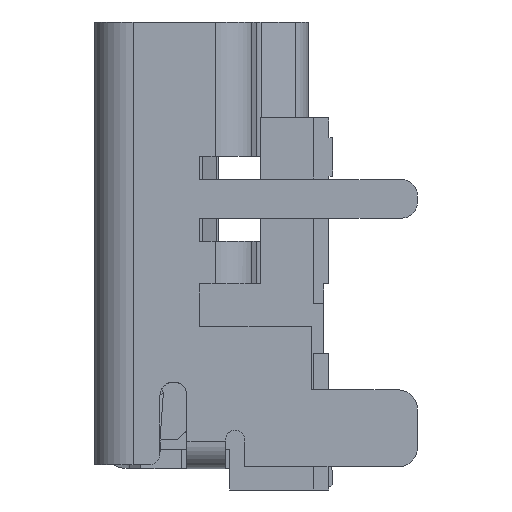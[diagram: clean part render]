
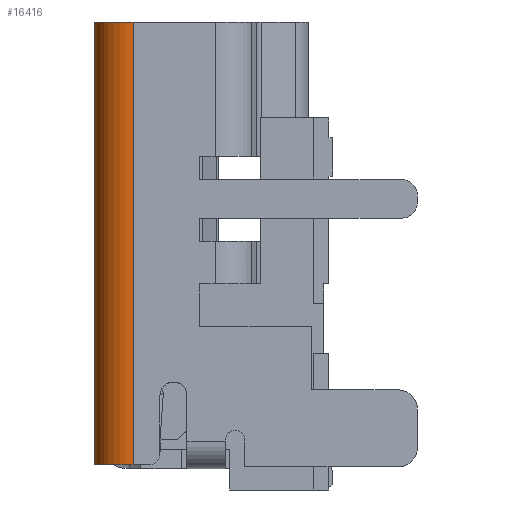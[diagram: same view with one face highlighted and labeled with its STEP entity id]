
A CAD part, left-side view. The second image highlights one B-rep face of the part: STEP entity #16416.
In plain terms, the highlighted cylindrical face has radius 1 mm (diameter 2 mm), a partial arc.
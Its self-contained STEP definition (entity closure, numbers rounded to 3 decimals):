
#636=CARTESIAN_POINT('',(-6.719,-2.292,12.15));
#637=DIRECTION('',(0.,0.,1.));
#638=DIRECTION('',(0.,1.,0.));
#639=AXIS2_PLACEMENT_3D('',#636,#637,#638);
#705=DIRECTION('',(0.,0.,-1.));
#706=VECTOR('',#705,11.5);
#707=CARTESIAN_POINT('',(-6.719,-1.292,12.15));
#708=LINE('',#707,#706);
#709=DIRECTION('',(0.,0.,1.));
#710=VECTOR('',#709,11.5);
#711=CARTESIAN_POINT('',(-7.719,-2.292,0.65));
#712=LINE('',#711,#710);
#8384=CARTESIAN_POINT('',(-6.719,-2.292,0.65));
#8385=DIRECTION('',(0.,0.,-1.));
#8386=DIRECTION('',(-1.,0.,0.));
#8387=AXIS2_PLACEMENT_3D('',#8384,#8385,#8386);
#12449=CARTESIAN_POINT('',(-6.719,-1.292,12.15));
#12450=CARTESIAN_POINT('',(-6.719,-1.292,0.65));
#12451=VERTEX_POINT('',#12449);
#12452=VERTEX_POINT('',#12450);
#12737=CARTESIAN_POINT('',(-7.719,-2.292,0.65));
#12738=VERTEX_POINT('',#12737);
#12739=CARTESIAN_POINT('',(-7.719,-2.292,12.15));
#12740=VERTEX_POINT('',#12739);
#16403=CARTESIAN_POINT('',(-6.719,-2.292,12.15));
#16404=DIRECTION('',(0.,0.,1.));
#16405=DIRECTION('',(-1.,0.,0.));
#16406=AXIS2_PLACEMENT_3D('',#16403,#16404,#16405);
#16407=CYLINDRICAL_SURFACE('',#16406,1.);
#16408=ORIENTED_EDGE('',*,*,#16273,.F.);
#16409=ORIENTED_EDGE('',*,*,#16263,.T.);
#16411=ORIENTED_EDGE('',*,*,#16410,.F.);
#16413=ORIENTED_EDGE('',*,*,#16412,.T.);
#16414=EDGE_LOOP('',(#16408,#16409,#16411,#16413));
#16415=FACE_OUTER_BOUND('',#16414,.F.);
#16416=ADVANCED_FACE('',(#16415),#16407,.T.);
#640=CIRCLE('',#639,1.);
#8388=CIRCLE('',#8387,1.);
#16263=EDGE_CURVE('',#12451,#12740,#640,.T.);
#16273=EDGE_CURVE('',#12451,#12452,#708,.T.);
#16410=EDGE_CURVE('',#12738,#12740,#712,.T.);
#16412=EDGE_CURVE('',#12738,#12452,#8388,.T.);
